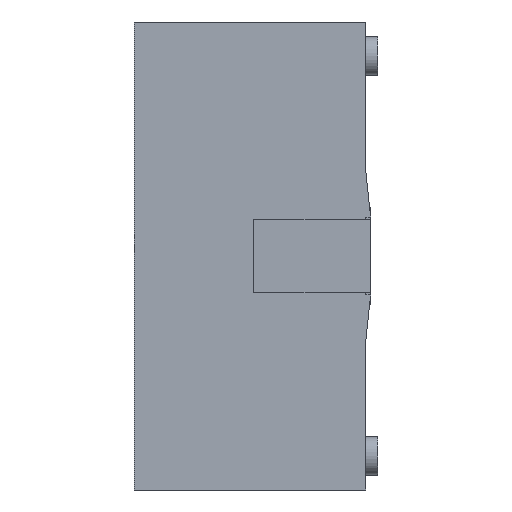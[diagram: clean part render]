
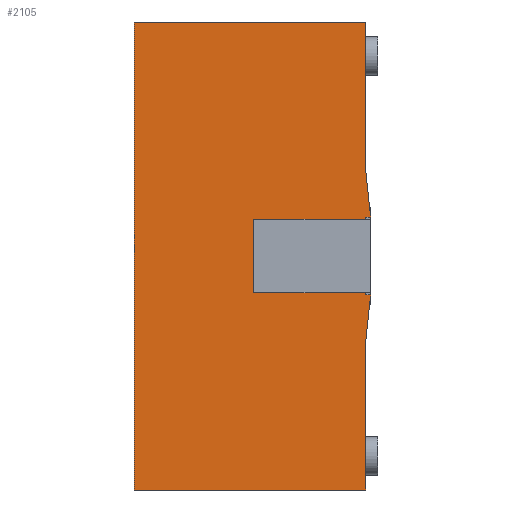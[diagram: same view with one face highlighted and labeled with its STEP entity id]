
A CAD part, left-side view. The second image highlights one B-rep face of the part: STEP entity #2105.
In plain terms, the highlighted planar face has unit normal (-1, 0, 0).
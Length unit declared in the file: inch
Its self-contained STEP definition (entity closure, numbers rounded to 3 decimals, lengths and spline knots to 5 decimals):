
#81 = EDGE_CURVE ( 'NONE', #357, #3150, #150, .T. ) ;
#106 = VERTEX_POINT ( 'NONE', #1373 ) ;
#119 = EDGE_CURVE ( 'NONE', #1510, #1430, #1883, .T. ) ;
#123 = VERTEX_POINT ( 'NONE', #926 ) ;
#150 = LINE ( 'NONE', #3152, #790 ) ;
#176 = DIRECTION ( 'NONE',  ( 0., -1., 0. ) ) ;
#236 = VERTEX_POINT ( 'NONE', #1474 ) ;
#239 = CARTESIAN_POINT ( 'NONE',  ( -0.18898, -0.09055, 0.0315 ) ) ;
#249 = VECTOR ( 'NONE', #1549, 39.37008 ) ;
#255 = CARTESIAN_POINT ( 'NONE',  ( -0.18898, -0.1811, 0.0315 ) ) ;
#301 = ORIENTED_EDGE ( 'NONE', *, *, #1162, .F. ) ;
#357 = VERTEX_POINT ( 'NONE', #1274 ) ;
#475 = CARTESIAN_POINT ( 'NONE',  ( -0.18898, -0.09055, -0.18898 ) ) ;
#498 = CARTESIAN_POINT ( 'NONE',  ( -0.18898, -0.17717, 0.0315 ) ) ;
#530 = FACE_OUTER_BOUND ( 'NONE', #2333, .T. ) ;
#537 = LINE ( 'NONE', #239, #249 ) ;
#541 = ORIENTED_EDGE ( 'NONE', *, *, #1887, .F. ) ;
#559 = VECTOR ( 'NONE', #2049, 39.37008 ) ;
#570 = CARTESIAN_POINT ( 'NONE',  ( -0.18898, -0.17717, -0.18898 ) ) ;
#608 = DIRECTION ( 'NONE',  ( 0., -0.105, -0.995 ) ) ;
#648 = ORIENTED_EDGE ( 'NONE', *, *, #1225, .F. ) ;
#654 = DIRECTION ( 'NONE',  ( 0., 0., -1. ) ) ;
#693 = EDGE_CURVE ( 'NONE', #1510, #2919, #2712, .T. ) ;
#717 = VECTOR ( 'NONE', #2612, 39.37008 ) ;
#718 = EDGE_CURVE ( 'NONE', #3150, #106, #936, .T. ) ;
#725 = CARTESIAN_POINT ( 'NONE',  ( -0.18898, -0.09055, -0.02953 ) ) ;
#734 = CARTESIAN_POINT ( 'NONE',  ( -0.18898, -0.08661, -0.02953 ) ) ;
#753 = CARTESIAN_POINT ( 'NONE',  ( -0.18898, 0.00984, -0.18898 ) ) ;
#768 = CARTESIAN_POINT ( 'NONE',  ( -0.18898, -0.1811, -0.0315 ) ) ;
#779 = EDGE_CURVE ( 'NONE', #1898, #1939, #1817, .T. ) ;
#785 = LINE ( 'NONE', #1271, #1299 ) ;
#790 = VECTOR ( 'NONE', #2647, 39.37008 ) ;
#805 = DIRECTION ( 'NONE',  ( 0., 1., 0. ) ) ;
#831 = VERTEX_POINT ( 'NONE', #1065 ) ;
#878 = LINE ( 'NONE', #1694, #3101 ) ;
#926 = CARTESIAN_POINT ( 'NONE',  ( -0.18898, -0.17717, 0.0689 ) ) ;
#936 = LINE ( 'NONE', #725, #2107 ) ;
#964 = ORIENTED_EDGE ( 'NONE', *, *, #1734, .F. ) ;
#988 = CARTESIAN_POINT ( 'NONE',  ( -0.18898, -0.09055, 0.18898 ) ) ;
#1020 = EDGE_CURVE ( 'NONE', #2964, #2163, #1684, .T. ) ;
#1065 = CARTESIAN_POINT ( 'NONE',  ( -0.18898, -0.1811, -0.0315 ) ) ;
#1150 = CARTESIAN_POINT ( 'NONE',  ( -0.18898, -0.09055, -0.0315 ) ) ;
#1162 = EDGE_CURVE ( 'NONE', #3145, #2964, #537, .T. ) ;
#1184 = CARTESIAN_POINT ( 'NONE',  ( -0.18898, -0.17717, 0.18898 ) ) ;
#1225 = EDGE_CURVE ( 'NONE', #831, #1898, #3044, .T. ) ;
#1236 = ORIENTED_EDGE ( 'NONE', *, *, #1628, .F. ) ;
#1251 = VECTOR ( 'NONE', #1482, 39.37008 ) ;
#1271 = CARTESIAN_POINT ( 'NONE',  ( -0.18898, -0.17717, 0.0689 ) ) ;
#1274 = CARTESIAN_POINT ( 'NONE',  ( -0.18898, -0.08661, 0.02953 ) ) ;
#1284 = ORIENTED_EDGE ( 'NONE', *, *, #1437, .F. ) ;
#1299 = VECTOR ( 'NONE', #608, 39.37008 ) ;
#1349 = ORIENTED_EDGE ( 'NONE', *, *, #718, .F. ) ;
#1373 = CARTESIAN_POINT ( 'NONE',  ( -0.18898, -0.17717, -0.02953 ) ) ;
#1430 = VERTEX_POINT ( 'NONE', #753 ) ;
#1437 = EDGE_CURVE ( 'NONE', #123, #3145, #785, .T. ) ;
#1474 = CARTESIAN_POINT ( 'NONE',  ( -0.18898, -0.17717, -0.0315 ) ) ;
#1482 = DIRECTION ( 'NONE',  ( 0., 0., -1. ) ) ;
#1510 = VERTEX_POINT ( 'NONE', #2451 ) ;
#1549 = DIRECTION ( 'NONE',  ( 0., 1., 0. ) ) ;
#1574 = VECTOR ( 'NONE', #2692, 39.37008 ) ;
#1582 = ORIENTED_EDGE ( 'NONE', *, *, #1020, .F. ) ;
#1607 = CARTESIAN_POINT ( 'NONE',  ( -0.18898, -0.09055, 0. ) ) ;
#1628 = EDGE_CURVE ( 'NONE', #106, #236, #878, .T. ) ;
#1657 = DIRECTION ( 'NONE',  ( 1., 0., 0. ) ) ;
#1684 = LINE ( 'NONE', #3245, #1574 ) ;
#1694 = CARTESIAN_POINT ( 'NONE',  ( -0.18898, -0.17717, 0. ) ) ;
#1734 = EDGE_CURVE ( 'NONE', #1939, #1430, #2756, .T. ) ;
#1737 = CARTESIAN_POINT ( 'NONE',  ( -0.18898, -0.17717, 0. ) ) ;
#1756 = DIRECTION ( 'NONE',  ( 0., 0., -1. ) ) ;
#1798 = VECTOR ( 'NONE', #3263, 39.37008 ) ;
#1817 = LINE ( 'NONE', #2815, #1896 ) ;
#1883 = LINE ( 'NONE', #2450, #2637 ) ;
#1887 = EDGE_CURVE ( 'NONE', #2919, #123, #2413, .T. ) ;
#1888 = ORIENTED_EDGE ( 'NONE', *, *, #2747, .F. ) ;
#1896 = VECTOR ( 'NONE', #1756, 39.37008 ) ;
#1898 = VERTEX_POINT ( 'NONE', #3167 ) ;
#1939 = VERTEX_POINT ( 'NONE', #570 ) ;
#1949 = DIRECTION ( 'NONE',  ( 0., -1., 0. ) ) ;
#1988 = ORIENTED_EDGE ( 'NONE', *, *, #81, .F. ) ;
#2039 = ORIENTED_EDGE ( 'NONE', *, *, #779, .F. ) ;
#2049 = DIRECTION ( 'NONE',  ( 0., 0.105, -0.995 ) ) ;
#2105 = ADVANCED_FACE ( 'NONE', ( #530 ), #2821, .F. ) ;
#2107 = VECTOR ( 'NONE', #1949, 39.37008 ) ;
#2147 = ORIENTED_EDGE ( 'NONE', *, *, #693, .F. ) ;
#2163 = VERTEX_POINT ( 'NONE', #2865 ) ;
#2217 = VECTOR ( 'NONE', #805, 39.37008 ) ;
#2328 = CARTESIAN_POINT ( 'NONE',  ( -0.18898, -0.09055, 0.02953 ) ) ;
#2333 = EDGE_LOOP ( 'NONE', ( #2519, #964, #2039, #648, #2631, #1236, #1349, #1988, #1888, #1582, #301, #1284, #541, #2147 ) ) ;
#2413 = LINE ( 'NONE', #1737, #1251 ) ;
#2450 = CARTESIAN_POINT ( 'NONE',  ( -0.18898, 0.00984, 0. ) ) ;
#2451 = CARTESIAN_POINT ( 'NONE',  ( -0.18898, 0.00984, 0.18898 ) ) ;
#2519 = ORIENTED_EDGE ( 'NONE', *, *, #119, .T. ) ;
#2557 = LINE ( 'NONE', #2328, #2217 ) ;
#2612 = DIRECTION ( 'NONE',  ( 0., 1., 0. ) ) ;
#2631 = ORIENTED_EDGE ( 'NONE', *, *, #2697, .F. ) ;
#2637 = VECTOR ( 'NONE', #654, 39.37008 ) ;
#2645 = DIRECTION ( 'NONE',  ( 0., 0., -1. ) ) ;
#2647 = DIRECTION ( 'NONE',  ( 0., 0., -1. ) ) ;
#2663 = AXIS2_PLACEMENT_3D ( 'NONE', #1607, #1657, #2645 ) ;
#2692 = DIRECTION ( 'NONE',  ( 0., 0., -1. ) ) ;
#2697 = EDGE_CURVE ( 'NONE', #236, #831, #2996, .T. ) ;
#2701 = DIRECTION ( 'NONE',  ( 0., 0., -1. ) ) ;
#2712 = LINE ( 'NONE', #988, #1798 ) ;
#2747 = EDGE_CURVE ( 'NONE', #2163, #357, #2557, .T. ) ;
#2756 = LINE ( 'NONE', #475, #717 ) ;
#2815 = CARTESIAN_POINT ( 'NONE',  ( -0.18898, -0.17717, 0. ) ) ;
#2821 = PLANE ( 'NONE',  #2663 ) ;
#2865 = CARTESIAN_POINT ( 'NONE',  ( -0.18898, -0.17717, 0.02953 ) ) ;
#2893 = VECTOR ( 'NONE', #176, 39.37008 ) ;
#2919 = VERTEX_POINT ( 'NONE', #1184 ) ;
#2964 = VERTEX_POINT ( 'NONE', #498 ) ;
#2996 = LINE ( 'NONE', #1150, #2893 ) ;
#3044 = LINE ( 'NONE', #768, #559 ) ;
#3101 = VECTOR ( 'NONE', #2701, 39.37008 ) ;
#3145 = VERTEX_POINT ( 'NONE', #255 ) ;
#3150 = VERTEX_POINT ( 'NONE', #734 ) ;
#3152 = CARTESIAN_POINT ( 'NONE',  ( -0.18898, -0.08661, 0. ) ) ;
#3167 = CARTESIAN_POINT ( 'NONE',  ( -0.18898, -0.17717, -0.0689 ) ) ;
#3245 = CARTESIAN_POINT ( 'NONE',  ( -0.18898, -0.17717, 0. ) ) ;
#3263 = DIRECTION ( 'NONE',  ( 0., -1., 0. ) ) ;
